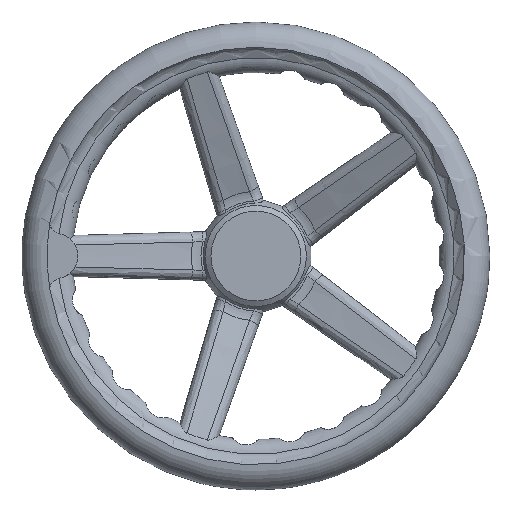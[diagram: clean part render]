
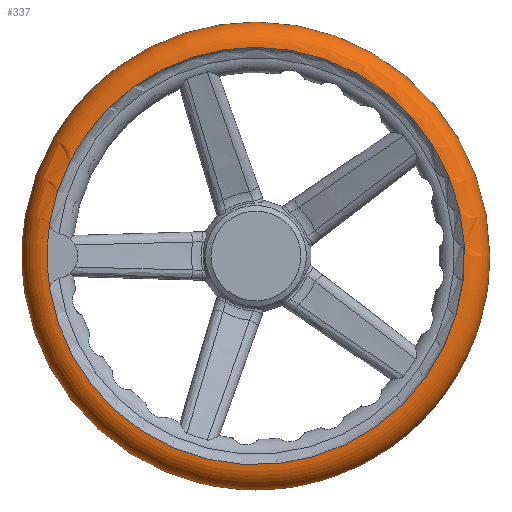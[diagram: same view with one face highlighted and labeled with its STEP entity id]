
A CAD part, left-side view. The second image highlights one B-rep face of the part: STEP entity #337.
In plain terms, the highlighted toroidal (fillet/blend) face has major radius 111.5 mm and minor radius 13.5 mm.
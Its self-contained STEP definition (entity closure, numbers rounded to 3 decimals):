
#216=TOROIDAL_SURFACE('',#1826,111.5,13.5);
#337=ADVANCED_FACE('',(#500,#501),#216,.T.);
#500=FACE_BOUND('',#549,.T.);
#501=FACE_BOUND('',#550,.T.);
#549=EDGE_LOOP('',(#974,#975));
#550=EDGE_LOOP('',(#976));
#974=ORIENTED_EDGE('',*,*,#1619,.F.);
#975=ORIENTED_EDGE('',*,*,#1613,.F.);
#976=ORIENTED_EDGE('',*,*,#1615,.T.);
#1433=VERTEX_POINT('',#3429);
#1434=VERTEX_POINT('',#3431);
#1435=VERTEX_POINT('',#3440);
#1613=EDGE_CURVE('',#1433,#1434,#1746,.T.);
#1615=EDGE_CURVE('',#1435,#1435,#1747,.T.);
#1619=EDGE_CURVE('',#1434,#1433,#1749,.T.);
#1746=CIRCLE('',#1820,111.5);
#1747=CIRCLE('',#1822,111.5);
#1749=CIRCLE('',#1825,111.5);
#1820=AXIS2_PLACEMENT_3D('',#3430,#2005,#2006);
#1822=AXIS2_PLACEMENT_3D('',#3439,#2009,#2010);
#1825=AXIS2_PLACEMENT_3D('',#3453,#2015,#2016);
#1826=AXIS2_PLACEMENT_3D('',#3454,#2017,#2018);
#2005=DIRECTION('',(-1.,0.,0.));
#2006=DIRECTION('',(0.,0.,1.));
#2009=DIRECTION('',(-1.,0.,0.));
#2010=DIRECTION('',(0.,0.,1.));
#2015=DIRECTION('',(-1.,0.,0.));
#2016=DIRECTION('',(0.,0.,1.));
#2017=DIRECTION('',(-1.,0.,0.));
#2018=DIRECTION('',(0.,0.,1.));
#3429=CARTESIAN_POINT('',(440.509,381.627,-17.5));
#3430=CARTESIAN_POINT('',(440.509,271.509,0.));
#3431=CARTESIAN_POINT('',(440.509,381.627,17.5));
#3439=CARTESIAN_POINT('',(467.509,271.509,0.));
#3440=CARTESIAN_POINT('',(467.509,271.509,111.5));
#3453=CARTESIAN_POINT('',(440.509,271.509,0.));
#3454=CARTESIAN_POINT('',(454.009,271.509,0.));
